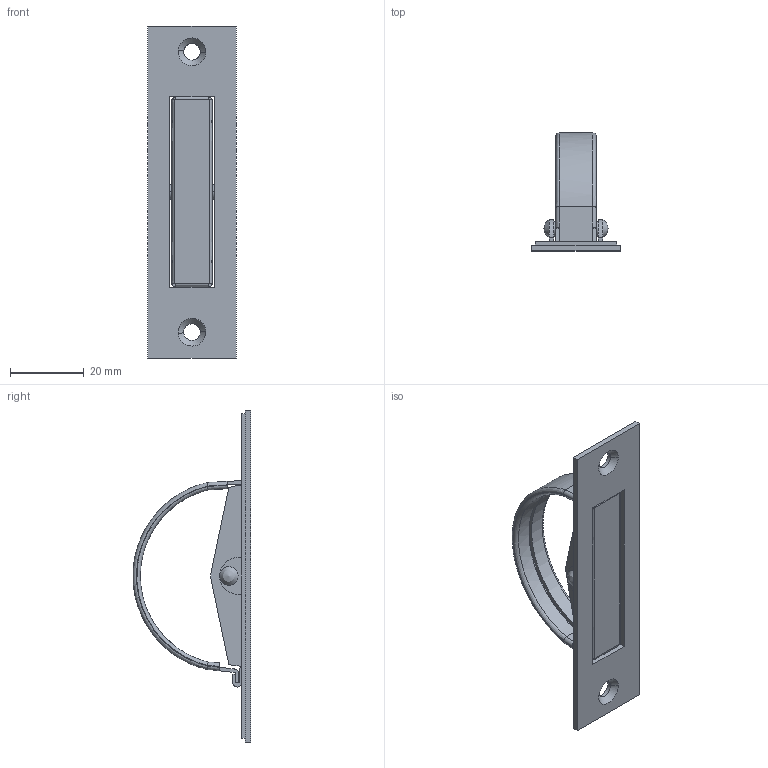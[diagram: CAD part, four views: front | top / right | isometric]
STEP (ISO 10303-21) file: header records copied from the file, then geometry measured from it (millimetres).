
FILE_DESCRIPTION((''),'2;1');
FILE_NAME('','2005-10-12T14:30:33',(''),(''),'','CADfix','');
FILE_SCHEMA(('AUTOMOTIVE_DESIGN'));
Length unit declared in the file: millimetre
Products named in the file (5): pull; pin; base; balance; THA_252_1_28378_36
Assembly tree (4 placements, depth 2):
  THA_252_1_28378_36
    pull
    pin
    base
    balance
Bounding box: 24 x 31.98 x 90 mm (x, y, z)
Volume: 6644.8 mm3; surface area: 13192.7 mm2
Topology: 4 solids, 4 shells, 129 faces, 381 edges, 262 vertices
Faces by surface type: bspline 129
Entity records: 4608 total; most frequent: CARTESIAN_POINT 2299, ORIENTED_EDGE 762, EDGE_CURVE 381, VERTEX_POINT 262, QUASI_UNIFORM_CURVE 249, EDGE_LOOP 151, FACE_OUTER_BOUND 129, ADVANCED_FACE 129
